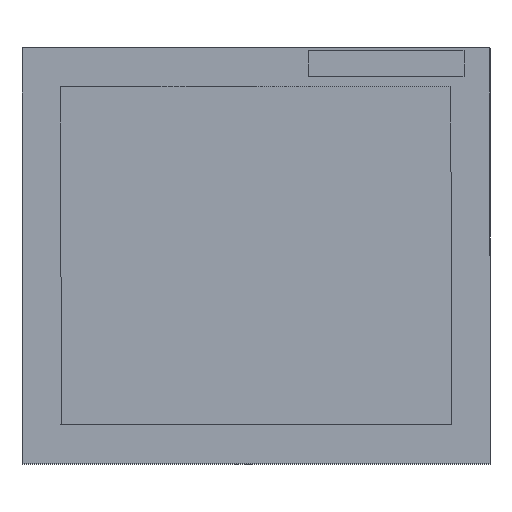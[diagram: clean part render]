
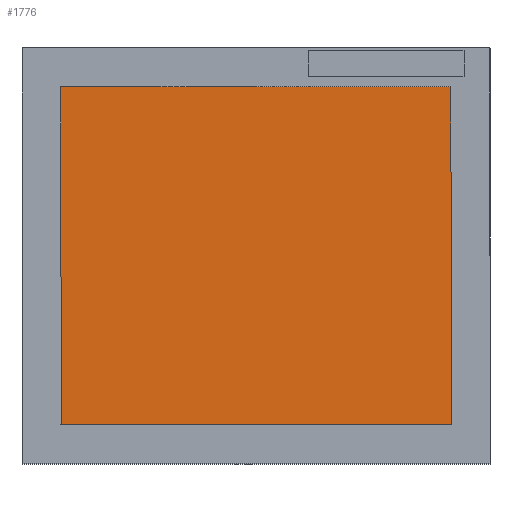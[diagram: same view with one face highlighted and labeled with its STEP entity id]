
A CAD part, top view. The second image highlights one B-rep face of the part: STEP entity #1776.
In plain terms, the highlighted planar face has unit normal (0, 0, 1).
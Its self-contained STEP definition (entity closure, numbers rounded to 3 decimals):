
#171 = LINE ( 'NONE', #1341, #176 ) ;
#176 = VECTOR ( 'NONE', #1004, 1000. ) ;
#187 = LINE ( 'NONE', #1287, #192 ) ;
#192 = VECTOR ( 'NONE', #1005, 1000. ) ;
#241 = FACE_OUTER_BOUND ( 'NONE', #716, .T. ) ;
#299 = LINE ( 'NONE', #1730, #308 ) ;
#308 = VECTOR ( 'NONE', #1619, 1000. ) ;
#351 = LINE ( 'NONE', #1601, #354 ) ;
#354 = VECTOR ( 'NONE', #1438, 1000. ) ;
#640 = EDGE_CURVE ( 'NONE', #797, #795, #171, .T. ) ;
#648 = EDGE_CURVE ( 'NONE', #790, #990, #187, .T. ) ;
#716 = EDGE_LOOP ( 'NONE', ( #867, #886, #857, #860 ) ) ;
#790 = VERTEX_POINT ( 'NONE', #1121 ) ;
#795 = VERTEX_POINT ( 'NONE', #1369 ) ;
#797 = VERTEX_POINT ( 'NONE', #1348 ) ;
#857 = ORIENTED_EDGE ( 'NONE', *, *, #648, .T. ) ;
#860 = ORIENTED_EDGE ( 'NONE', *, *, #1840, .T. ) ;
#867 = ORIENTED_EDGE ( 'NONE', *, *, #640, .T. ) ;
#886 = ORIENTED_EDGE ( 'NONE', *, *, #1817, .T. ) ;
#990 = VERTEX_POINT ( 'NONE', #1011 ) ;
#1004 = DIRECTION ( 'NONE',  ( 0., -1., 0. ) ) ;
#1005 = DIRECTION ( 'NONE',  ( 0., 1., 0. ) ) ;
#1011 = CARTESIAN_POINT ( 'NONE',  ( 0.75, 0.65, 0.495 ) ) ;
#1057 = DIRECTION ( 'NONE',  ( 1., 0., 0. ) ) ;
#1121 = CARTESIAN_POINT ( 'NONE',  ( 0.75, -0.65, 0.495 ) ) ;
#1182 = CARTESIAN_POINT ( 'NONE',  ( 0., 0., 0.495 ) ) ;
#1204 = DIRECTION ( 'NONE',  ( 0., 0., 1. ) ) ;
#1287 = CARTESIAN_POINT ( 'NONE',  ( 0.75, 0.65, 0.495 ) ) ;
#1341 = CARTESIAN_POINT ( 'NONE',  ( -0.75, 0.65, 0.495 ) ) ;
#1348 = CARTESIAN_POINT ( 'NONE',  ( -0.75, 0.65, 0.495 ) ) ;
#1353 = PLANE ( 'NONE',  #1973 ) ;
#1369 = CARTESIAN_POINT ( 'NONE',  ( -0.75, -0.65, 0.495 ) ) ;
#1438 = DIRECTION ( 'NONE',  ( -1., 0., 0. ) ) ;
#1601 = CARTESIAN_POINT ( 'NONE',  ( -0.75, 0.65, 0.495 ) ) ;
#1619 = DIRECTION ( 'NONE',  ( 1., 0., 0. ) ) ;
#1730 = CARTESIAN_POINT ( 'NONE',  ( -0.75, -0.65, 0.495 ) ) ;
#1776 = ADVANCED_FACE ( 'NONE', ( #241 ), #1353, .T. ) ;
#1817 = EDGE_CURVE ( 'NONE', #795, #790, #299, .T. ) ;
#1840 = EDGE_CURVE ( 'NONE', #990, #797, #351, .T. ) ;
#1973 = AXIS2_PLACEMENT_3D ( 'NONE', #1182, #1204, #1057 ) ;
